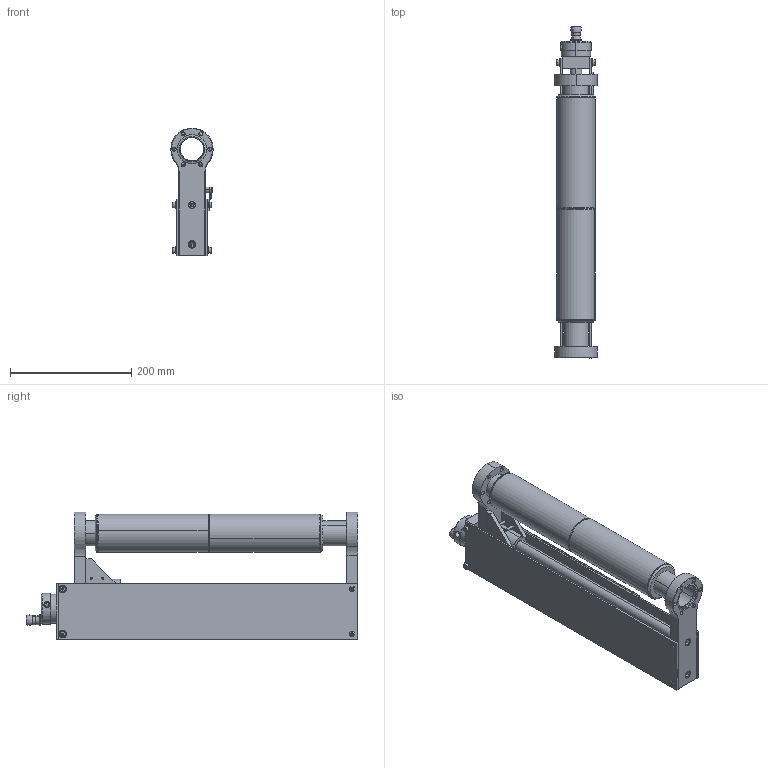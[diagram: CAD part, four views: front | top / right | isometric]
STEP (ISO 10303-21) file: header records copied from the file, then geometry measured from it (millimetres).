
FILE_DESCRIPTION (( 'STEP AP214' ), '1' );
FILE_NAME ('SN100069-01, Z-B275C-T275T-1.53-12_SB, AP214.STEP', '2023-06-09T23:17:45', ( '' ), ( '' ), 'SwSTEP 2.0', 'SolidWorks 2010', '' );
FILE_SCHEMA (( 'AUTOMOTIVE_DESIGN' ));
Length unit declared in the file: inch
Products named in the file (1): SN100069-01, Z-B275C-T275T-1.53-12_SB, AP214
Bounding box: 69.85 x 548.41 x 211.2 mm (x, y, z)
Surface area: 491370.8 mm2 (no closed solid volume)
Topology: 0 solids, 100 shells, 654 faces, 3127 edges, 2416 vertices
Faces by surface type: plane 288, cylinder 239, cone 81, bspline 32, sphere 8, torus 6
Entity records: 50614 total; most frequent: CARTESIAN_POINT 18389, DIRECTION 4547, ORIENTED_EDGE 4368, EDGE_CURVE 3113, VERTEX_POINT 2416, VECTOR 1943, LINE 1943, AXIS2_PLACEMENT_3D 1302
